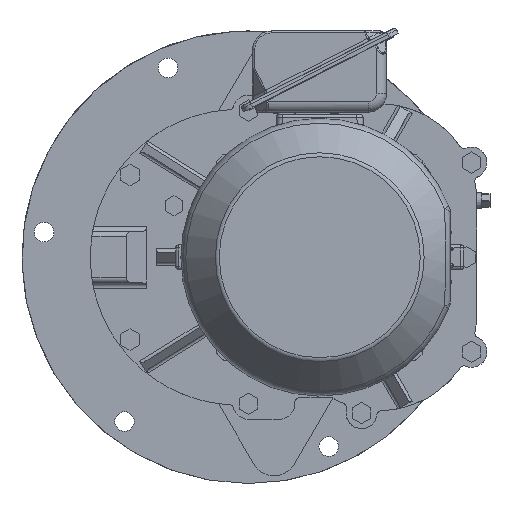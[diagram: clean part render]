
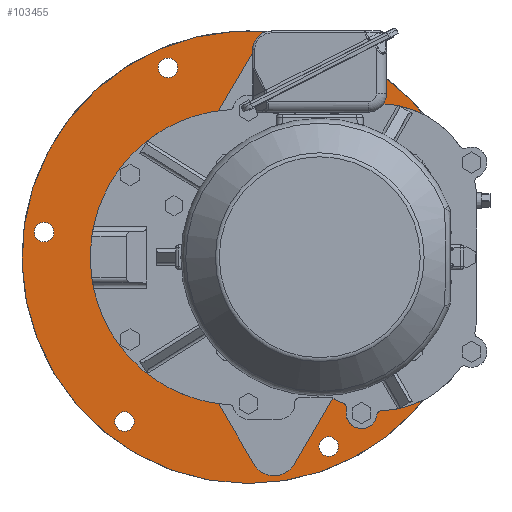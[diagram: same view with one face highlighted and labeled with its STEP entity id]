
A CAD part, left-side view. The second image highlights one B-rep face of the part: STEP entity #103455.
In plain terms, the highlighted planar face has unit normal (-1, 0, 0).
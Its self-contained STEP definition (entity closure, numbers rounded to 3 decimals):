
#2721 = EDGE_CURVE ( 'NONE', #62368, #62368, #51864, .T. ) ;
#4358 = DIRECTION ( 'NONE',  ( 0., 0., 1. ) ) ;
#4468 = CARTESIAN_POINT ( 'NONE',  ( -24., -173., -63.725 ) ) ;
#4790 = DIRECTION ( 'NONE',  ( 0., 0., -1. ) ) ;
#6327 = CIRCLE ( 'NONE', #101740, 88. ) ;
#7517 = CARTESIAN_POINT ( 'NONE',  ( -24., -180.987, 125.075 ) ) ;
#7576 = VERTEX_POINT ( 'NONE', #111818 ) ;
#8591 = AXIS2_PLACEMENT_3D ( 'NONE', #21296, #68835, #30448 ) ;
#8817 = ORIENTED_EDGE ( 'NONE', *, *, #116221, .T. ) ;
#8994 = AXIS2_PLACEMENT_3D ( 'NONE', #9551, #17507, #46762 ) ;
#9551 = CARTESIAN_POINT ( 'NONE',  ( -24., 120.363, -159.727 ) ) ;
#11528 = VECTOR ( 'NONE', #77523, 1000. ) ;
#13902 = LINE ( 'NONE', #34602, #93883 ) ;
#14293 = DIRECTION ( 'NONE',  ( 0., 0., -1. ) ) ;
#14880 = LINE ( 'NONE', #41751, #79281 ) ;
#16032 = CARTESIAN_POINT ( 'NONE',  ( -24., -120.363, 169.227 ) ) ;
#17507 = DIRECTION ( 'NONE',  ( -1., 0., 0. ) ) ;
#18395 = EDGE_LOOP ( 'NONE', ( #83318 ) ) ;
#18717 = CIRCLE ( 'NONE', #8994, 9.5 ) ;
#18794 = VERTEX_POINT ( 'NONE', #60059 ) ;
#20818 = ORIENTED_EDGE ( 'NONE', *, *, #26136, .F. ) ;
#21021 = CARTESIAN_POINT ( 'NONE',  ( -24., 78.146, 184.101 ) ) ;
#21296 = CARTESIAN_POINT ( 'NONE',  ( -24., 198.509, 24.374 ) ) ;
#22615 = EDGE_CURVE ( 'NONE', #22882, #7576, #13902, .T. ) ;
#22882 = VERTEX_POINT ( 'NONE', #4468 ) ;
#23401 = CARTESIAN_POINT ( 'NONE',  ( -24., -198.509, -24.374 ) ) ;
#24206 = AXIS2_PLACEMENT_3D ( 'NONE', #21021, #50897, #58815 ) ;
#26062 = CIRCLE ( 'NONE', #8591, 9.5 ) ;
#26136 = EDGE_CURVE ( 'NONE', #92827, #92827, #53416, .T. ) ;
#27892 = ORIENTED_EDGE ( 'NONE', *, *, #102080, .F. ) ;
#27905 = EDGE_CURVE ( 'NONE', #74483, #74483, #98556, .T. ) ;
#27977 = EDGE_CURVE ( 'NONE', #91618, #91618, #102481, .T. ) ;
#29693 = CARTESIAN_POINT ( 'NONE',  ( -24., 10., 139.5 ) ) ;
#30448 = DIRECTION ( 'NONE',  ( 0., 0., 1. ) ) ;
#31799 = FACE_OUTER_BOUND ( 'NONE', #43669, .T. ) ;
#31820 = LINE ( 'NONE', #50122, #11528 ) ;
#32194 = DIRECTION ( 'NONE',  ( 0., 0.864, -0.503 ) ) ;
#32815 = AXIS2_PLACEMENT_3D ( 'NONE', #107031, #96083, #67408 ) ;
#33007 = DIRECTION ( 'NONE',  ( -1., 0., 0. ) ) ;
#34418 = ORIENTED_EDGE ( 'NONE', *, *, #27905, .F. ) ;
#34602 = CARTESIAN_POINT ( 'NONE',  ( -24., -43.509, -139.093 ) ) ;
#34626 = CARTESIAN_POINT ( 'NONE',  ( -24., 0., 0. ) ) ;
#36555 = ORIENTED_EDGE ( 'NONE', *, *, #22615, .T. ) ;
#38997 = DIRECTION ( 'NONE',  ( 0., -1., 0. ) ) ;
#41289 = CARTESIAN_POINT ( 'NONE',  ( -24., -215.366, 44.918 ) ) ;
#41751 = CARTESIAN_POINT ( 'NONE',  ( -24., -173., -62. ) ) ;
#42754 = CARTESIAN_POINT ( 'NONE',  ( -24., 0., 0. ) ) ;
#42762 = EDGE_LOOP ( 'NONE', ( #48104 ) ) ;
#43553 = CARTESIAN_POINT ( 'NONE',  ( -24., -78.146, -184.101 ) ) ;
#43669 = EDGE_LOOP ( 'NONE', ( #93717, #85577, #57828, #36555, #79603, #74038, #103608, #8817 ) ) ;
#43762 = DIRECTION ( 'NONE',  ( 0., 0., 1. ) ) ;
#44093 = AXIS2_PLACEMENT_3D ( 'NONE', #23401, #60619, #88678 ) ;
#46362 = CARTESIAN_POINT ( 'NONE',  ( -24., 0., 139.5 ) ) ;
#46762 = DIRECTION ( 'NONE',  ( 0., 0., 1. ) ) ;
#47558 = LINE ( 'NONE', #46362, #102235 ) ;
#47570 = EDGE_CURVE ( 'NONE', #73852, #18794, #6327, .T. ) ;
#48104 = ORIENTED_EDGE ( 'NONE', *, *, #27977, .F. ) ;
#48845 = EDGE_CURVE ( 'NONE', #65954, #118439, #65966, .T. ) ;
#50122 = CARTESIAN_POINT ( 'NONE',  ( -24., 10., -139.5 ) ) ;
#50897 = DIRECTION ( 'NONE',  ( -1., 0., 0. ) ) ;
#51313 = PLANE ( 'NONE',  #59368 ) ;
#51864 = CIRCLE ( 'NONE', #98593, 9.5 ) ;
#52693 = DIRECTION ( 'NONE',  ( 0., 0., 1. ) ) ;
#52899 = CARTESIAN_POINT ( 'NONE',  ( -24., -127.93, 54.869 ) ) ;
#53416 = CIRCLE ( 'NONE', #24206, 9.5 ) ;
#57828 = ORIENTED_EDGE ( 'NONE', *, *, #61208, .T. ) ;
#58815 = DIRECTION ( 'NONE',  ( 0., 0., 1. ) ) ;
#59042 = EDGE_LOOP ( 'NONE', ( #27892 ) ) ;
#59368 = AXIS2_PLACEMENT_3D ( 'NONE', #42754, #33007, #4358 ) ;
#59403 = DIRECTION ( 'NONE',  ( -1., 0., 0. ) ) ;
#60059 = CARTESIAN_POINT ( 'NONE',  ( -24., -173., -20.714 ) ) ;
#60619 = DIRECTION ( 'NONE',  ( -1., 0., 0. ) ) ;
#61028 = FACE_BOUND ( 'NONE', #80215, .T. ) ;
#61208 = EDGE_CURVE ( 'NONE', #18794, #22882, #14880, .T. ) ;
#62368 = VERTEX_POINT ( 'NONE', #16032 ) ;
#64899 = CIRCLE ( 'NONE', #100000, 220. ) ;
#65954 = VERTEX_POINT ( 'NONE', #120591 ) ;
#65966 = CIRCLE ( 'NONE', #32815, 139.5 ) ;
#66557 = CARTESIAN_POINT ( 'NONE',  ( -24., 198.509, 33.874 ) ) ;
#67408 = DIRECTION ( 'NONE',  ( 0., 0., 1. ) ) ;
#67764 = FACE_BOUND ( 'NONE', #18395, .T. ) ;
#68835 = DIRECTION ( 'NONE',  ( -1., 0., 0. ) ) ;
#71568 = CARTESIAN_POINT ( 'NONE',  ( -24., -127.93, 54.869 ) ) ;
#73852 = VERTEX_POINT ( 'NONE', #41289 ) ;
#74038 = ORIENTED_EDGE ( 'NONE', *, *, #48845, .T. ) ;
#74483 = VERTEX_POINT ( 'NONE', #112305 ) ;
#75079 = CARTESIAN_POINT ( 'NONE',  ( -24., -198.509, -14.874 ) ) ;
#77492 = VERTEX_POINT ( 'NONE', #103781 ) ;
#77523 = DIRECTION ( 'NONE',  ( 0., 1., 0. ) ) ;
#78345 = ORIENTED_EDGE ( 'NONE', *, *, #2721, .F. ) ;
#79281 = VECTOR ( 'NONE', #14293, 1000. ) ;
#79603 = ORIENTED_EDGE ( 'NONE', *, *, #79943, .T. ) ;
#79943 = EDGE_CURVE ( 'NONE', #7576, #65954, #31820, .T. ) ;
#80215 = EDGE_LOOP ( 'NONE', ( #78345 ) ) ;
#81036 = AXIS2_PLACEMENT_3D ( 'NONE', #43553, #59403, #52693 ) ;
#81370 = EDGE_LOOP ( 'NONE', ( #20818 ) ) ;
#81500 = EDGE_LOOP ( 'NONE', ( #34418 ) ) ;
#83318 = ORIENTED_EDGE ( 'NONE', *, *, #119437, .F. ) ;
#83389 = CIRCLE ( 'NONE', #98995, 88. ) ;
#85577 = ORIENTED_EDGE ( 'NONE', *, *, #47570, .T. ) ;
#86510 = VERTEX_POINT ( 'NONE', #7517 ) ;
#86667 = FACE_BOUND ( 'NONE', #59042, .T. ) ;
#88678 = DIRECTION ( 'NONE',  ( 0., 0., 1. ) ) ;
#88693 = DIRECTION ( 'NONE',  ( 1., 0., 0. ) ) ;
#90088 = DIRECTION ( 'NONE',  ( 1., 0., 0. ) ) ;
#91618 = VERTEX_POINT ( 'NONE', #75079 ) ;
#92827 = VERTEX_POINT ( 'NONE', #101385 ) ;
#93717 = ORIENTED_EDGE ( 'NONE', *, *, #99009, .F. ) ;
#93883 = VECTOR ( 'NONE', #32194, 1000. ) ;
#94611 = CARTESIAN_POINT ( 'NONE',  ( -24., -103.815, 139.5 ) ) ;
#96083 = DIRECTION ( 'NONE',  ( 1., 0., 0. ) ) ;
#97032 = FACE_BOUND ( 'NONE', #42762, .T. ) ;
#98556 = CIRCLE ( 'NONE', #81036, 9.5 ) ;
#98593 = AXIS2_PLACEMENT_3D ( 'NONE', #119931, #101656, #111964 ) ;
#98995 = AXIS2_PLACEMENT_3D ( 'NONE', #52899, #90088, #43762 ) ;
#99009 = EDGE_CURVE ( 'NONE', #73852, #86510, #64899, .T. ) ;
#100000 = AXIS2_PLACEMENT_3D ( 'NONE', #34626, #117553, #4790 ) ;
#101385 = CARTESIAN_POINT ( 'NONE',  ( -24., 78.146, 193.601 ) ) ;
#101656 = DIRECTION ( 'NONE',  ( -1., 0., 0. ) ) ;
#101740 = AXIS2_PLACEMENT_3D ( 'NONE', #71568, #88693, #116115 ) ;
#102080 = EDGE_CURVE ( 'NONE', #114084, #114084, #26062, .T. ) ;
#102235 = VECTOR ( 'NONE', #38997, 1000. ) ;
#102481 = CIRCLE ( 'NONE', #44093, 9.5 ) ;
#103455 = ADVANCED_FACE ( 'NONE', ( #86667, #115302, #61028, #97032, #115909, #67764, #31799 ), #51313, .T. ) ;
#103608 = ORIENTED_EDGE ( 'NONE', *, *, #103675, .T. ) ;
#103675 = EDGE_CURVE ( 'NONE', #118439, #117065, #47558, .T. ) ;
#103781 = CARTESIAN_POINT ( 'NONE',  ( -24., 120.363, -150.227 ) ) ;
#107031 = CARTESIAN_POINT ( 'NONE',  ( -24., 10., 0. ) ) ;
#111818 = CARTESIAN_POINT ( 'NONE',  ( -24., -42.809, -139.5 ) ) ;
#111964 = DIRECTION ( 'NONE',  ( 0., 0., 1. ) ) ;
#112305 = CARTESIAN_POINT ( 'NONE',  ( -24., -78.146, -174.601 ) ) ;
#114084 = VERTEX_POINT ( 'NONE', #66557 ) ;
#115302 = FACE_BOUND ( 'NONE', #81370, .T. ) ;
#115909 = FACE_BOUND ( 'NONE', #81500, .T. ) ;
#116115 = DIRECTION ( 'NONE',  ( 0., 0., 1. ) ) ;
#116221 = EDGE_CURVE ( 'NONE', #117065, #86510, #83389, .T. ) ;
#117065 = VERTEX_POINT ( 'NONE', #94611 ) ;
#117553 = DIRECTION ( 'NONE',  ( 1., 0., 0. ) ) ;
#118439 = VERTEX_POINT ( 'NONE', #29693 ) ;
#119437 = EDGE_CURVE ( 'NONE', #77492, #77492, #18717, .T. ) ;
#119931 = CARTESIAN_POINT ( 'NONE',  ( -24., -120.363, 159.727 ) ) ;
#120591 = CARTESIAN_POINT ( 'NONE',  ( -24., 10., -139.5 ) ) ;
